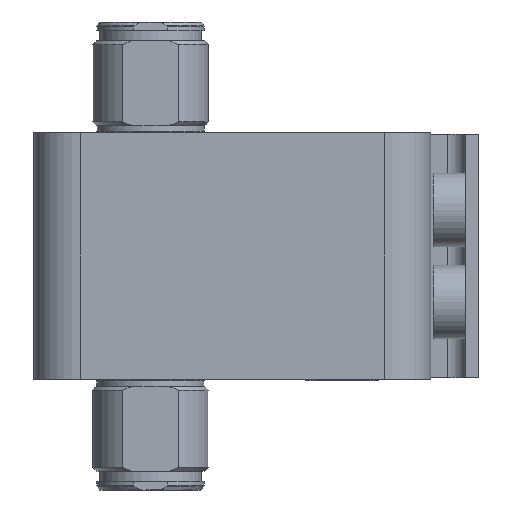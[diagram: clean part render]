
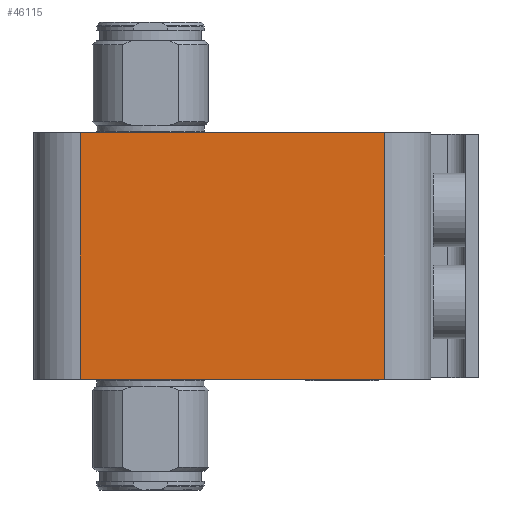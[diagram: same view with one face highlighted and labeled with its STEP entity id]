
A CAD part, front view. The second image highlights one B-rep face of the part: STEP entity #46115.
In plain terms, the highlighted planar face has unit normal (0, -1, 0).
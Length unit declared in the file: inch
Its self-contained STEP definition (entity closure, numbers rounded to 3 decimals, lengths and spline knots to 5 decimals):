
#44 = LINE ( 'NONE', #31871, #130818 ) ;
#4675 = EDGE_CURVE ( 'NONE', #131549, #118319, #36255, .T. ) ;
#6534 = ORIENTED_EDGE ( 'NONE', *, *, #110443, .F. ) ;
#9207 = LINE ( 'NONE', #93191, #123573 ) ;
#9667 = VERTEX_POINT ( 'NONE', #56994 ) ;
#18340 = VECTOR ( 'NONE', #127830, 39.37008 ) ;
#20495 = CARTESIAN_POINT ( 'NONE',  ( -1.03, -0.785, -0.834 ) ) ;
#27865 = CARTESIAN_POINT ( 'NONE',  ( -1.03, -0.785, 0.834 ) ) ;
#29578 = EDGE_CURVE ( 'NONE', #106406, #9667, #44, .T. ) ;
#31871 = CARTESIAN_POINT ( 'NONE',  ( 1.03, -0.785, 0.834 ) ) ;
#34909 = CARTESIAN_POINT ( 'NONE',  ( -1.03, -0.785, 0.834 ) ) ;
#35256 = ORIENTED_EDGE ( 'NONE', *, *, #4675, .T. ) ;
#36255 = LINE ( 'NONE', #34909, #18340 ) ;
#44744 = CARTESIAN_POINT ( 'NONE',  ( -1.03, -0.785, 0.834 ) ) ;
#45955 = ORIENTED_EDGE ( 'NONE', *, *, #29578, .F. ) ;
#46115 = ADVANCED_FACE ( 'NONE', ( #131005 ), #120770, .F. ) ;
#55349 = EDGE_CURVE ( 'NONE', #118319, #9667, #102457, .T. ) ;
#55762 = DIRECTION ( 'NONE',  ( 0., 1., 0. ) ) ;
#56994 = CARTESIAN_POINT ( 'NONE',  ( 1.03, -0.785, -0.834 ) ) ;
#72565 = DIRECTION ( 'NONE',  ( 0., 0., -1. ) ) ;
#72792 = VECTOR ( 'NONE', #80797, 39.37008 ) ;
#74059 = AXIS2_PLACEMENT_3D ( 'NONE', #27865, #55762, #86882 ) ;
#80797 = DIRECTION ( 'NONE',  ( 1., 0., 0. ) ) ;
#83382 = EDGE_LOOP ( 'NONE', ( #111990, #45955, #6534, #35256 ) ) ;
#86882 = DIRECTION ( 'NONE',  ( 0., 0., 1. ) ) ;
#91299 = CARTESIAN_POINT ( 'NONE',  ( 1.03, -0.785, 0.834 ) ) ;
#92409 = CARTESIAN_POINT ( 'NONE',  ( -1.03, -0.785, -0.834 ) ) ;
#93191 = CARTESIAN_POINT ( 'NONE',  ( -1.03, -0.785, 0.834 ) ) ;
#93857 = DIRECTION ( 'NONE',  ( 1., 0., 0. ) ) ;
#102457 = LINE ( 'NONE', #20495, #72792 ) ;
#106406 = VERTEX_POINT ( 'NONE', #91299 ) ;
#110443 = EDGE_CURVE ( 'NONE', #131549, #106406, #9207, .T. ) ;
#111990 = ORIENTED_EDGE ( 'NONE', *, *, #55349, .T. ) ;
#118319 = VERTEX_POINT ( 'NONE', #92409 ) ;
#120770 = PLANE ( 'NONE',  #74059 ) ;
#123573 = VECTOR ( 'NONE', #93857, 39.37008 ) ;
#127830 = DIRECTION ( 'NONE',  ( 0., 0., -1. ) ) ;
#130818 = VECTOR ( 'NONE', #72565, 39.37008 ) ;
#131005 = FACE_OUTER_BOUND ( 'NONE', #83382, .T. ) ;
#131549 = VERTEX_POINT ( 'NONE', #44744 ) ;
